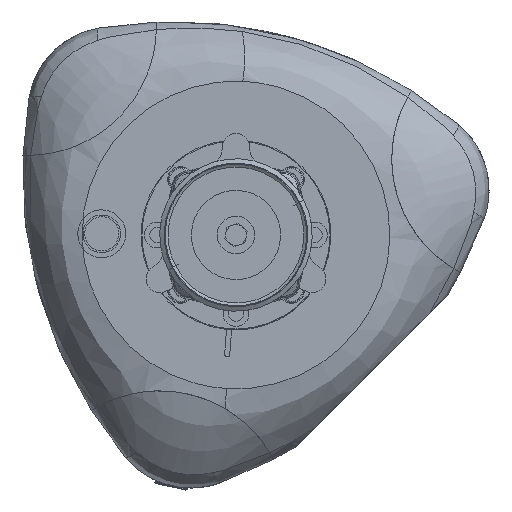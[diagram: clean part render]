
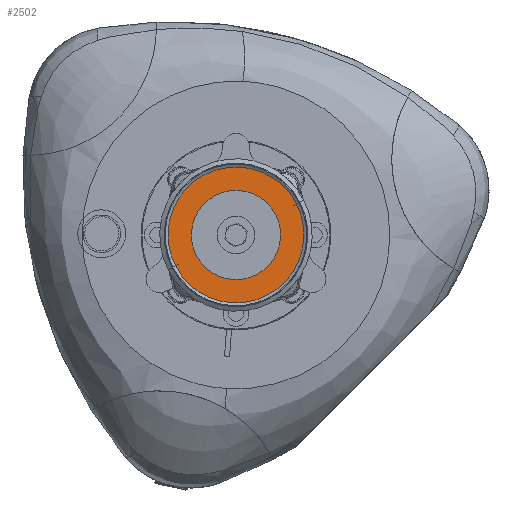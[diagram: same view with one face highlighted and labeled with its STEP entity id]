
A CAD part, front view. The second image highlights one B-rep face of the part: STEP entity #2502.
In plain terms, the highlighted planar face has unit normal (0, -1, 0).
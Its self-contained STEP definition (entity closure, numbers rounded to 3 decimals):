
#2502=ADVANCED_FACE('',(#9345,#9346),#9347,.F.);
#9345=FACE_OUTER_BOUND('',#38902,.T.);
#9346=FACE_BOUND('',#38903,.T.);
#9347=PLANE('',#38904);
#38902=EDGE_LOOP('',(#84937,#84938));
#38903=EDGE_LOOP('',(#84939,#84940));
#38904=AXIS2_PLACEMENT_3D('',#84941,#84942,#84943);
#84937=ORIENTED_EDGE('',*,*,#109570,.T.);
#84938=ORIENTED_EDGE('',*,*,#109524,.T.);
#84939=ORIENTED_EDGE('',*,*,#109567,.F.);
#84940=ORIENTED_EDGE('',*,*,#109534,.F.);
#84941=CARTESIAN_POINT('',(-18.273,-180.427,54.44));
#84942=DIRECTION('',(0.,1.0,0.));
#84943=DIRECTION('',(0.0,0.,-1.0));
#109524=EDGE_CURVE('',#124240,#124241,#124242,.T.);
#109534=EDGE_CURVE('',#124259,#124261,#124262,.T.);
#109567=EDGE_CURVE('',#124261,#124259,#124311,.T.);
#109570=EDGE_CURVE('',#124241,#124240,#124314,.T.);
#124240=VERTEX_POINT('',#155860);
#124241=VERTEX_POINT('',#155861);
#124242=CIRCLE('',#155862,19.872);
#124259=VERTEX_POINT('',#155883);
#124261=VERTEX_POINT('',#155886);
#124262=CIRCLE('',#155887,13.05);
#124311=CIRCLE('',#155947,13.05);
#124314=CIRCLE('',#155950,19.872);
#155860=CARTESIAN_POINT('',(17.101,-180.427,72.56));
#155861=CARTESIAN_POINT('',(-18.273,-180.427,54.44));
#155862=AXIS2_PLACEMENT_3D('',#194111,#194112,#194113);
#155883=CARTESIAN_POINT('',(11.029,-180.427,69.45));
#155886=CARTESIAN_POINT('',(-12.201,-180.427,57.55));
#155887=AXIS2_PLACEMENT_3D('',#194131,#194132,#194133);
#155947=AXIS2_PLACEMENT_3D('',#194208,#194209,#194210);
#155950=AXIS2_PLACEMENT_3D('',#194217,#194218,#194219);
#194111=CARTESIAN_POINT('',(-0.586,-180.427,63.5));
#194112=DIRECTION('',(0.,-1.0,0.));
#194113=DIRECTION('',(-0.89,0.,-0.456));
#194131=CARTESIAN_POINT('',(-0.586,-180.427,63.5));
#194132=DIRECTION('',(0.,-1.0,0.));
#194133=DIRECTION('',(0.89,0.,0.456));
#194208=CARTESIAN_POINT('',(-0.586,-180.427,63.5));
#194209=DIRECTION('',(0.,-1.0,0.));
#194210=DIRECTION('',(0.89,0.,0.456));
#194217=CARTESIAN_POINT('',(-0.586,-180.427,63.5));
#194218=DIRECTION('',(0.,-1.0,0.));
#194219=DIRECTION('',(-0.89,0.,-0.456));
